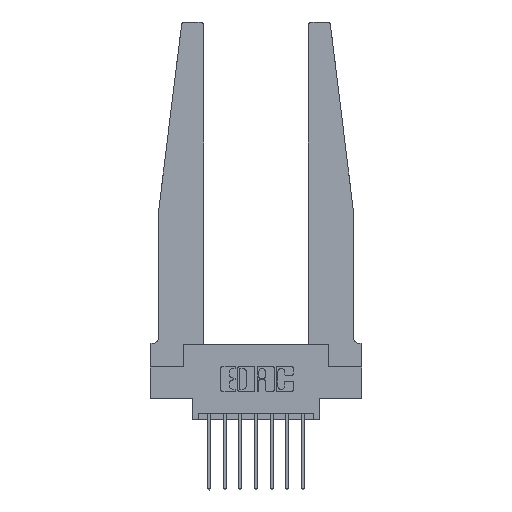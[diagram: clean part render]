
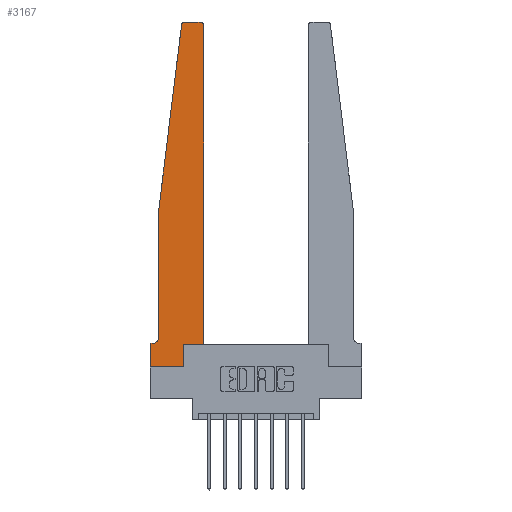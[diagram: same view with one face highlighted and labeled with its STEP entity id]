
A CAD part, top view. The second image highlights one B-rep face of the part: STEP entity #3167.
In plain terms, the highlighted planar face has unit normal (0, 0, 1).
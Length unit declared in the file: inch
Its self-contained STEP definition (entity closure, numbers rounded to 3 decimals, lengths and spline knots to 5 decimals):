
#12 = ORIENTED_EDGE ( 'NONE', *, *, #121, .T. ) ;
#13 = EDGE_CURVE ( 'NONE', #3520, #11774, #5370, .T. ) ;
#92 = EDGE_CURVE ( 'NONE', #11602, #3566, #7647, .T. ) ;
#121 = EDGE_CURVE ( 'NONE', #3566, #12758, #10496, .T. ) ;
#365 = CARTESIAN_POINT ( 'NONE',  ( 0.395, 2.75, 0.37 ) ) ;
#413 = DIRECTION ( 'NONE',  ( 0., 1., 0. ) ) ;
#597 = CARTESIAN_POINT ( 'NONE',  ( 0.395, 2.72, 0.37 ) ) ;
#661 = AXIS2_PLACEMENT_3D ( 'NONE', #2887, #10556, #3996 ) ;
#937 = EDGE_CURVE ( 'NONE', #3230, #7779, #7660, .T. ) ;
#1244 = DIRECTION ( 'NONE',  ( -0.122, -0.992, 0. ) ) ;
#1271 = ORIENTED_EDGE ( 'NONE', *, *, #1897, .T. ) ;
#1616 = DIRECTION ( 'NONE',  ( 1., 0., 0. ) ) ;
#1619 = DIRECTION ( 'NONE',  ( 0., 1., 0. ) ) ;
#1713 = DIRECTION ( 'NONE',  ( 1., 0., 0. ) ) ;
#1879 = CARTESIAN_POINT ( 'NONE',  ( 0., 0., 0.37 ) ) ;
#1897 = EDGE_CURVE ( 'NONE', #11372, #4479, #2412, .T. ) ;
#1951 = AXIS2_PLACEMENT_3D ( 'NONE', #7168, #8247, #1616 ) ;
#2092 = DIRECTION ( 'NONE',  ( 0., -1., 0. ) ) ;
#2115 = ORIENTED_EDGE ( 'NONE', *, *, #4323, .T. ) ;
#2179 = DIRECTION ( 'NONE',  ( 1., 0., 0. ) ) ;
#2412 = LINE ( 'NONE', #8491, #13707 ) ;
#2428 = VECTOR ( 'NONE', #413, 39.37008 ) ;
#2705 = CARTESIAN_POINT ( 'NONE',  ( 0.425, 0.18, 0.37 ) ) ;
#2746 = CARTESIAN_POINT ( 'NONE',  ( 0.425, 0.18, 0.37 ) ) ;
#2887 = CARTESIAN_POINT ( 'NONE',  ( 0.27653, 2.72, 0.37 ) ) ;
#3027 = CIRCLE ( 'NONE', #661, 0.03 ) ;
#3030 = CARTESIAN_POINT ( 'NONE',  ( 0.2605, 0.18, 0.37 ) ) ;
#3093 = EDGE_CURVE ( 'NONE', #7779, #11372, #6554, .T. ) ;
#3167 = ADVANCED_FACE ( 'NONE', ( #5843 ), #13639, .T. ) ;
#3230 = VERTEX_POINT ( 'NONE', #6122 ) ;
#3233 = AXIS2_PLACEMENT_3D ( 'NONE', #597, #8342, #1713 ) ;
#3303 = ORIENTED_EDGE ( 'NONE', *, *, #4091, .T. ) ;
#3327 = VECTOR ( 'NONE', #2179, 39.37008 ) ;
#3520 = VERTEX_POINT ( 'NONE', #12128 ) ;
#3566 = VERTEX_POINT ( 'NONE', #7741 ) ;
#3996 = DIRECTION ( 'NONE',  ( 1., 0., 0. ) ) ;
#4091 = EDGE_CURVE ( 'NONE', #7998, #3230, #12651, .T. ) ;
#4107 = DIRECTION ( 'NONE',  ( 0., -1., 0. ) ) ;
#4202 = EDGE_CURVE ( 'NONE', #8114, #7998, #11275, .T. ) ;
#4323 = EDGE_CURVE ( 'NONE', #11774, #11602, #12806, .T. ) ;
#4479 = VERTEX_POINT ( 'NONE', #1879 ) ;
#4675 = VECTOR ( 'NONE', #1619, 39.37008 ) ;
#4790 = ORIENTED_EDGE ( 'NONE', *, *, #7658, .T. ) ;
#4830 = DIRECTION ( 'NONE',  ( -1., 0., 0. ) ) ;
#4833 = CARTESIAN_POINT ( 'NONE',  ( 0.065, 1.25, 0.37 ) ) ;
#4947 = CARTESIAN_POINT ( 'NONE',  ( 0.425, 0.18, 0.37 ) ) ;
#5370 = LINE ( 'NONE', #13500, #2428 ) ;
#5415 = EDGE_CURVE ( 'NONE', #12758, #6187, #11087, .T. ) ;
#5524 = CARTESIAN_POINT ( 'NONE',  ( 0.015, 0.2375, 0.37 ) ) ;
#5843 = FACE_OUTER_BOUND ( 'NONE', #12547, .T. ) ;
#6122 = CARTESIAN_POINT ( 'NONE',  ( 0.065, 0.2375, 0.37 ) ) ;
#6187 = VERTEX_POINT ( 'NONE', #10322 ) ;
#6554 = LINE ( 'NONE', #10284, #9447 ) ;
#6649 = DIRECTION ( 'NONE',  ( -1., 0., 0. ) ) ;
#6872 = VECTOR ( 'NONE', #2092, 39.37008 ) ;
#7168 = CARTESIAN_POINT ( 'NONE',  ( 0., 0.1875, 0.37 ) ) ;
#7233 = ORIENTED_EDGE ( 'NONE', *, *, #4202, .T. ) ;
#7622 = ORIENTED_EDGE ( 'NONE', *, *, #92, .T. ) ;
#7647 = LINE ( 'NONE', #2705, #4675 ) ;
#7658 = EDGE_CURVE ( 'NONE', #4479, #3520, #12405, .T. ) ;
#7660 = CIRCLE ( 'NONE', #11485, 0.05 ) ;
#7714 = CARTESIAN_POINT ( 'NONE',  ( 0., 0., 0.37 ) ) ;
#7741 = CARTESIAN_POINT ( 'NONE',  ( 0.425, 2.72, 0.37 ) ) ;
#7779 = VERTEX_POINT ( 'NONE', #13274 ) ;
#7900 = CARTESIAN_POINT ( 'NONE',  ( 0.065, 1.25, 0.37 ) ) ;
#7998 = VERTEX_POINT ( 'NONE', #4833 ) ;
#8114 = VERTEX_POINT ( 'NONE', #8395 ) ;
#8184 = CARTESIAN_POINT ( 'NONE',  ( 0.25, 2.75, 0.37 ) ) ;
#8247 = DIRECTION ( 'NONE',  ( 0., 0., 1. ) ) ;
#8342 = DIRECTION ( 'NONE',  ( 0., 0., 1. ) ) ;
#8395 = CARTESIAN_POINT ( 'NONE',  ( 0.24675, 2.72367, 0.37 ) ) ;
#8491 = CARTESIAN_POINT ( 'NONE',  ( 0., 0., 0.37 ) ) ;
#8795 = ORIENTED_EDGE ( 'NONE', *, *, #13, .T. ) ;
#9447 = VECTOR ( 'NONE', #4830, 39.37008 ) ;
#10154 = EDGE_CURVE ( 'NONE', #6187, #8114, #3027, .T. ) ;
#10221 = ORIENTED_EDGE ( 'NONE', *, *, #5415, .T. ) ;
#10284 = CARTESIAN_POINT ( 'NONE',  ( 0.065, 0.1875, 0.37 ) ) ;
#10322 = CARTESIAN_POINT ( 'NONE',  ( 0.27653, 2.75, 0.37 ) ) ;
#10496 = CIRCLE ( 'NONE', #3233, 0.03 ) ;
#10556 = DIRECTION ( 'NONE',  ( 0., 0., 1. ) ) ;
#10905 = CARTESIAN_POINT ( 'NONE',  ( 0., 0.1875, 0.37 ) ) ;
#11087 = LINE ( 'NONE', #8184, #13955 ) ;
#11275 = LINE ( 'NONE', #7900, #11624 ) ;
#11372 = VERTEX_POINT ( 'NONE', #10905 ) ;
#11485 = AXIS2_PLACEMENT_3D ( 'NONE', #5524, #13156, #6649 ) ;
#11602 = VERTEX_POINT ( 'NONE', #2746 ) ;
#11624 = VECTOR ( 'NONE', #1244, 39.37008 ) ;
#11774 = VERTEX_POINT ( 'NONE', #3030 ) ;
#11925 = CARTESIAN_POINT ( 'NONE',  ( 0.065, 1.25, 0.37 ) ) ;
#12128 = CARTESIAN_POINT ( 'NONE',  ( 0.2605, 0., 0.37 ) ) ;
#12405 = LINE ( 'NONE', #7714, #3327 ) ;
#12547 = EDGE_LOOP ( 'NONE', ( #10221, #13085, #7233, #3303, #12618, #14200, #1271, #4790, #8795, #2115, #7622, #12 ) ) ;
#12584 = DIRECTION ( 'NONE',  ( 1., 0., 0. ) ) ;
#12618 = ORIENTED_EDGE ( 'NONE', *, *, #937, .T. ) ;
#12651 = LINE ( 'NONE', #11925, #6872 ) ;
#12758 = VERTEX_POINT ( 'NONE', #365 ) ;
#12806 = LINE ( 'NONE', #4947, #13148 ) ;
#13085 = ORIENTED_EDGE ( 'NONE', *, *, #10154, .T. ) ;
#13148 = VECTOR ( 'NONE', #12584, 39.37008 ) ;
#13156 = DIRECTION ( 'NONE',  ( 0., 0., -1. ) ) ;
#13274 = CARTESIAN_POINT ( 'NONE',  ( 0.015, 0.1875, 0.37 ) ) ;
#13500 = CARTESIAN_POINT ( 'NONE',  ( 0.2605, 0.18, 0.37 ) ) ;
#13572 = DIRECTION ( 'NONE',  ( -1., 0., 0. ) ) ;
#13639 = PLANE ( 'NONE',  #1951 ) ;
#13707 = VECTOR ( 'NONE', #4107, 39.37008 ) ;
#13955 = VECTOR ( 'NONE', #13572, 39.37008 ) ;
#14200 = ORIENTED_EDGE ( 'NONE', *, *, #3093, .T. ) ;
